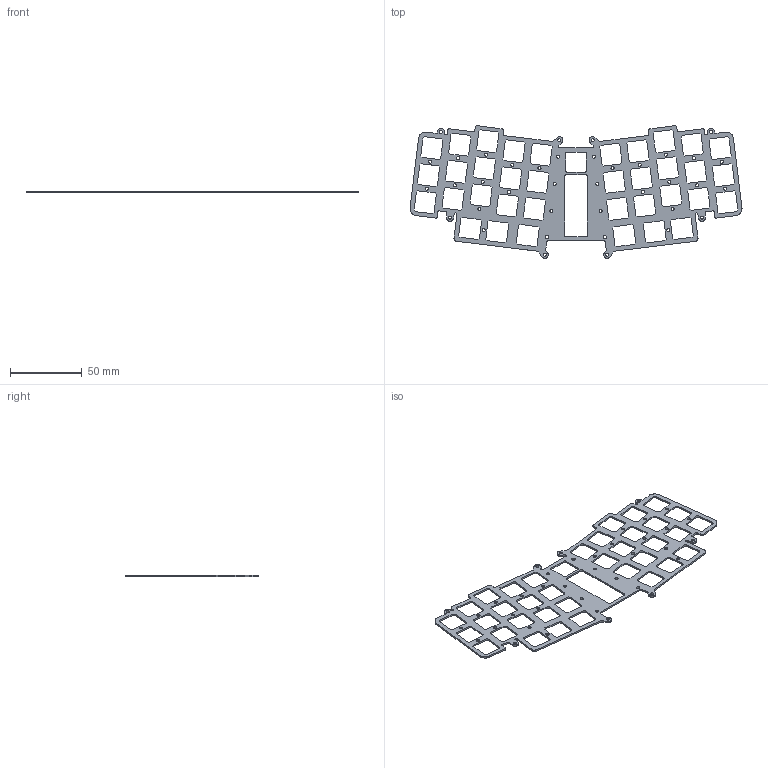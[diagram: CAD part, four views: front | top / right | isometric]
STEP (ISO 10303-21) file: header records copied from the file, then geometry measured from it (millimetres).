
FILE_DESCRIPTION(('KiCad electronic assembly'),'2;1');
FILE_NAME('plate.step','2024-02-05T16:40:50',('Pcbnew'),('Kicad'), 'Open CASCADE STEP processor 7.7','KiCad to STEP converter','Unknown' );
FILE_SCHEMA(('AUTOMOTIVE_DESIGN { 1 0 10303 214 1 1 1 1 }'));
Length unit declared in the file: millimetre
Products named in the file (2): plate 1; _autosave-plate_3_thumbs PCB
Assembly tree (1 placements, depth 2):
  plate 1
    _autosave-plate_3_thumbs PCB
Bounding box: 231.63 x 92.48 x 1.18 mm (x, y, z)
Volume: 9399.7 mm3; surface area: 19613.8 mm2
Topology: 1 solids, 1 shells, 989 faces, 2961 edges, 1974 vertices
Faces by surface type: plane 951, cylinder 38
Full cylindrical faces by diameter (mm): 2.1 x8, 2.2 x30
Entity records: 71743 total; most frequent: CARTESIAN_POINT 12304, DIRECTION 10865, LINE 8731, VECTOR 8731, ORIENTED_EDGE 5922, PCURVE 5922, DEFINITIONAL_REPRESENTATION 5922, EDGE_CURVE 2961
